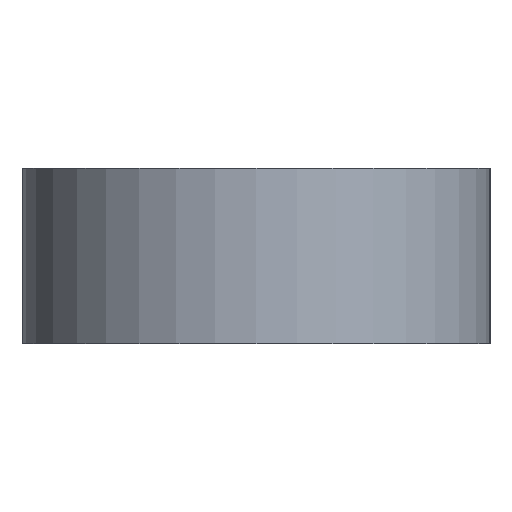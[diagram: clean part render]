
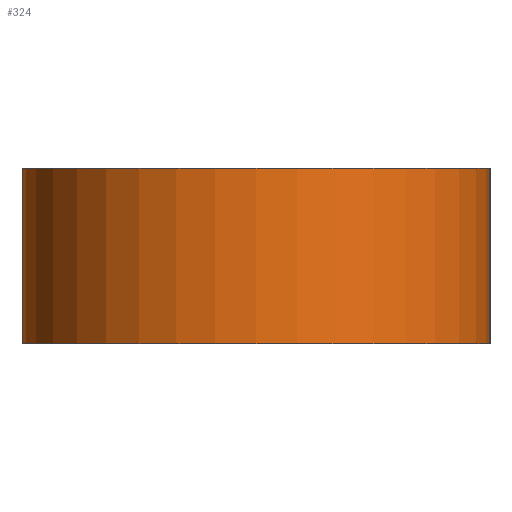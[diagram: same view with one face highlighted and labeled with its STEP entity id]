
A CAD part, left-side view. The second image highlights one B-rep face of the part: STEP entity #324.
In plain terms, the highlighted cylindrical face has radius 2.54 mm (diameter 5.08 mm), a partial arc.
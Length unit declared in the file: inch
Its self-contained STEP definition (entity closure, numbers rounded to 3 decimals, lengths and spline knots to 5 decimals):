
#4 = DIRECTION ( 'NONE',  ( 0., 0., -1. ) ) ;
#18 = VECTOR ( 'NONE', #364, 39.37008 ) ;
#27 = AXIS2_PLACEMENT_3D ( 'NONE', #414, #411, #229 ) ;
#68 = ORIENTED_EDGE ( 'NONE', *, *, #462, .F. ) ;
#70 = VECTOR ( 'NONE', #484, 39.37008 ) ;
#118 = CIRCLE ( 'NONE', #27, 0.1 ) ;
#135 = DIRECTION ( 'NONE',  ( 0., 0., -1. ) ) ;
#143 = ORIENTED_EDGE ( 'NONE', *, *, #493, .T. ) ;
#165 = ORIENTED_EDGE ( 'NONE', *, *, #510, .T. ) ;
#175 = CARTESIAN_POINT ( 'NONE',  ( -0.6, 0.075, 0. ) ) ;
#191 = CARTESIAN_POINT ( 'NONE',  ( -0.6, 0.075, -0.1 ) ) ;
#204 = CIRCLE ( 'NONE', #319, 0.1 ) ;
#215 = CARTESIAN_POINT ( 'NONE',  ( -0.6, 0.075, 0. ) ) ;
#216 = AXIS2_PLACEMENT_3D ( 'NONE', #175, #266, #135 ) ;
#229 = DIRECTION ( 'NONE',  ( 0., 0., -1. ) ) ;
#266 = DIRECTION ( 'NONE',  ( 0., -1., 0. ) ) ;
#305 = ORIENTED_EDGE ( 'NONE', *, *, #410, .F. ) ;
#308 = CARTESIAN_POINT ( 'NONE',  ( -0.6, 0., 0.1 ) ) ;
#312 = FACE_OUTER_BOUND ( 'NONE', #530, .T. ) ;
#319 = AXIS2_PLACEMENT_3D ( 'NONE', #215, #397, #4 ) ;
#324 = ADVANCED_FACE ( 'NONE', ( #312 ), #533, .T. ) ;
#346 = VERTEX_POINT ( 'NONE', #308 ) ;
#364 = DIRECTION ( 'NONE',  ( 0., -1., 0. ) ) ;
#370 = LINE ( 'NONE', #191, #18 ) ;
#388 = VERTEX_POINT ( 'NONE', #390 ) ;
#390 = CARTESIAN_POINT ( 'NONE',  ( -0.6, 0.075, -0.1 ) ) ;
#397 = DIRECTION ( 'NONE',  ( 0., 1., 0. ) ) ;
#406 = CARTESIAN_POINT ( 'NONE',  ( -0.6, 0.075, 0.1 ) ) ;
#410 = EDGE_CURVE ( 'NONE', #388, #520, #204, .T. ) ;
#411 = DIRECTION ( 'NONE',  ( 0., 1., 0. ) ) ;
#414 = CARTESIAN_POINT ( 'NONE',  ( -0.6, 0., 0. ) ) ;
#436 = LINE ( 'NONE', #529, #70 ) ;
#462 = EDGE_CURVE ( 'NONE', #520, #346, #436, .T. ) ;
#477 = VERTEX_POINT ( 'NONE', #538 ) ;
#484 = DIRECTION ( 'NONE',  ( 0., -1., 0. ) ) ;
#493 = EDGE_CURVE ( 'NONE', #388, #477, #370, .T. ) ;
#510 = EDGE_CURVE ( 'NONE', #477, #346, #118, .T. ) ;
#520 = VERTEX_POINT ( 'NONE', #406 ) ;
#529 = CARTESIAN_POINT ( 'NONE',  ( -0.6, 0.075, 0.1 ) ) ;
#530 = EDGE_LOOP ( 'NONE', ( #165, #68, #305, #143 ) ) ;
#533 = CYLINDRICAL_SURFACE ( 'NONE', #216, 0.1 ) ;
#538 = CARTESIAN_POINT ( 'NONE',  ( -0.6, 0., -0.1 ) ) ;
